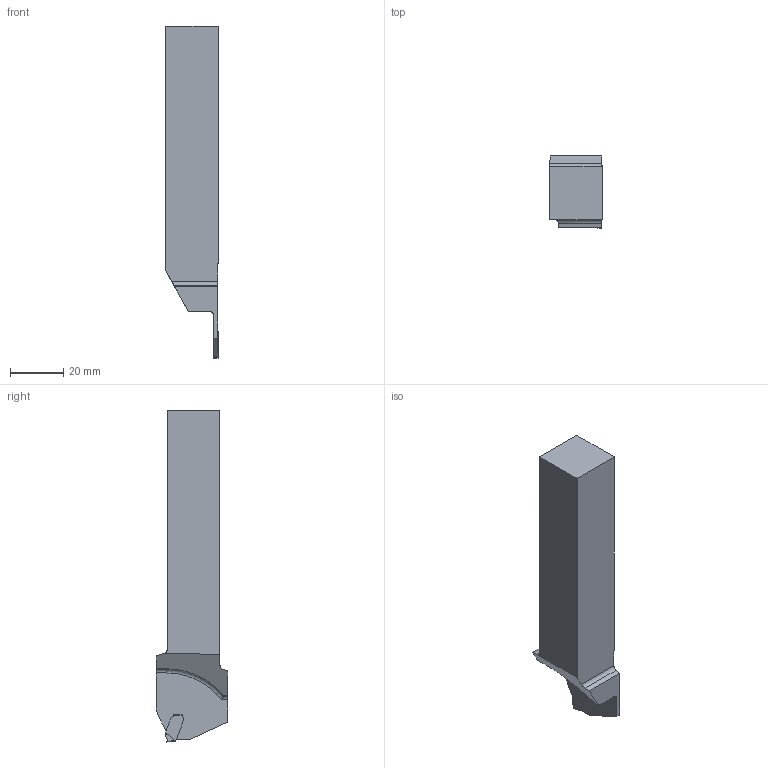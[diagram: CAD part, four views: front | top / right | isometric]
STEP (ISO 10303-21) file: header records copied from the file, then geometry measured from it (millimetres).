
FILE_DESCRIPTION(/* description */ (''),/* implementation_level */ '2;1');
FILE_NAME(/* name */ 'toolassembly_1.stp',/* time_stamp */ '2019-12-23T09:27:09+01:00',/* author */ (''),/* organization */ ('SMS'),/* preprocessor_version */ 'ST-DEVELOPER v16.7',/* originating_system */ 'SIEMENS PLM Software NX 12.0',/* authorisation */ '');
FILE_SCHEMA (('AUTOMOTIVE_DESIGN { 1 0 10303 214 3 1 1 1 }'));
Length unit declared in the file: millimetre
Products named in the file (4): ASSEMBLY_CONSTRUCTION; CUT_20191223092643; NOCUT_20191223092609; TOOLASSEMBLY_1
Assembly tree (3 placements, depth 2):
  TOOLASSEMBLY_1
    NOCUT_20191223092609
    CUT_20191223092643
    ASSEMBLY_CONSTRUCTION
Bounding box: 20.01 x 27.07 x 125 mm (x, y, z)
Volume: 40795.4 mm3; surface area: 10266.7 mm2
Topology: 2 solids, 2 shells, 87 faces, 254 edges, 187 vertices
Faces by surface type: plane 41, cylinder 32, extrusion 9, torus 3, bspline 2
Entity records: 3552 total; most frequent: CARTESIAN_POINT 1012, DIRECTION 493, ORIENTED_EDGE 490, EDGE_CURVE 245, AXIS2_PLACEMENT_3D 168, VERTEX_POINT 162, VECTOR 157, LINE 148
